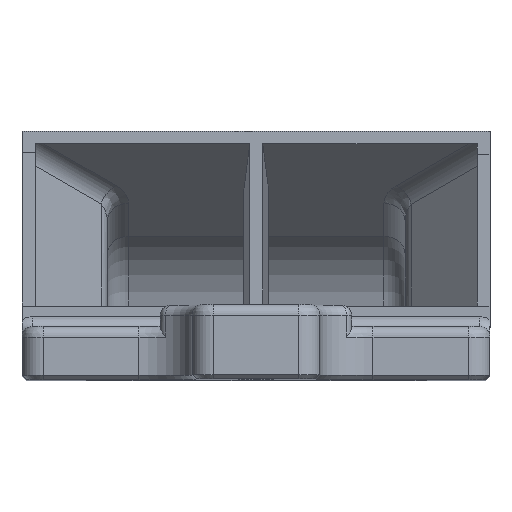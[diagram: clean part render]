
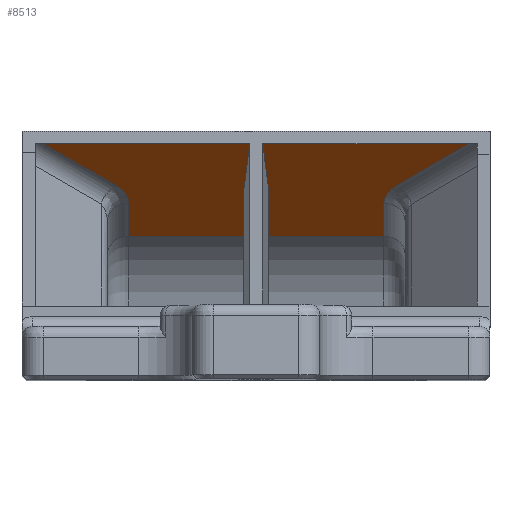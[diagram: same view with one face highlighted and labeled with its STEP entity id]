
A CAD part, top view. The second image highlights one B-rep face of the part: STEP entity #8513.
In plain terms, the highlighted face is planar.
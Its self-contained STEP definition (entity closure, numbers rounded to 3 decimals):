
#31=ELLIPSE('',#9046,1.155,1.);
#32=ELLIPSE('',#9048,1.155,1.);
#38=ELLIPSE('',#9079,4.619,4.);
#39=ELLIPSE('',#9085,4.619,4.);
#567=PLANE('',#9094);
#995=FACE_OUTER_BOUND('',#1540,.T.);
#1540=EDGE_LOOP('',(#8058,#8059,#8060,#8061,#8062,#8063,#8064,#8065,#8066,
#8067,#8068,#8069,#8070,#8071,#8072,#8073));
#2234=LINE('',#13144,#3242);
#2566=LINE('',#14053,#3574);
#2575=LINE('',#14456,#3583);
#2576=LINE('',#14482,#3584);
#2577=LINE('',#14484,#3585);
#2578=LINE('',#14487,#3586);
#2579=LINE('',#14514,#3587);
#2580=LINE('',#14517,#3588);
#2581=LINE('',#14519,#3589);
#2582=LINE('',#14521,#3590);
#2583=LINE('',#14523,#3591);
#2584=LINE('',#14525,#3592);
#3242=VECTOR('',#10093,10.);
#3574=VECTOR('',#11171,10.);
#3583=VECTOR('',#11196,10.);
#3584=VECTOR('',#11205,10.);
#3585=VECTOR('',#11208,10.);
#3586=VECTOR('',#11211,10.);
#3587=VECTOR('',#11220,10.);
#3588=VECTOR('',#11225,10.);
#3589=VECTOR('',#11228,10.);
#3590=VECTOR('',#11231,10.);
#3591=VECTOR('',#11234,10.);
#3592=VECTOR('',#11237,10.);
#4411=VERTEX_POINT('',#13141);
#4412=VERTEX_POINT('',#13143);
#4461=VERTEX_POINT('',#13974);
#4462=VERTEX_POINT('',#13976);
#4463=VERTEX_POINT('',#13980);
#4464=VERTEX_POINT('',#13982);
#4480=VERTEX_POINT('',#14025);
#4484=VERTEX_POINT('',#14038);
#4487=VERTEX_POINT('',#14050);
#4488=VERTEX_POINT('',#14052);
#4492=VERTEX_POINT('',#14453);
#4493=VERTEX_POINT('',#14455);
#4494=VERTEX_POINT('',#14478);
#4495=VERTEX_POINT('',#14486);
#4496=VERTEX_POINT('',#14509);
#4497=VERTEX_POINT('',#14513);
#5265=EDGE_CURVE('',#4412,#4411,#2234,.T.);
#5621=EDGE_CURVE('',#4461,#4462,#31,.F.);
#5624=EDGE_CURVE('',#4463,#4464,#32,.F.);
#5659=EDGE_CURVE('',#4487,#4488,#2566,.T.);
#5673=EDGE_CURVE('',#4492,#4493,#2575,.T.);
#5675=EDGE_CURVE('',#4493,#4494,#38,.T.);
#5677=EDGE_CURVE('',#4494,#4480,#2576,.T.);
#5678=EDGE_CURVE('',#4480,#4484,#2577,.T.);
#5679=EDGE_CURVE('',#4484,#4495,#2578,.T.);
#5681=EDGE_CURVE('',#4495,#4496,#39,.T.);
#5683=EDGE_CURVE('',#4496,#4497,#2579,.T.);
#5685=EDGE_CURVE('',#4497,#4487,#2580,.T.);
#5686=EDGE_CURVE('',#4488,#4463,#2581,.T.);
#5687=EDGE_CURVE('',#4464,#4461,#2582,.F.);
#5688=EDGE_CURVE('',#4462,#4411,#2583,.T.);
#5689=EDGE_CURVE('',#4492,#4412,#2584,.F.);
#8058=ORIENTED_EDGE('',*,*,#5265,.T.);
#8059=ORIENTED_EDGE('',*,*,#5688,.F.);
#8060=ORIENTED_EDGE('',*,*,#5621,.F.);
#8061=ORIENTED_EDGE('',*,*,#5687,.F.);
#8062=ORIENTED_EDGE('',*,*,#5624,.F.);
#8063=ORIENTED_EDGE('',*,*,#5686,.F.);
#8064=ORIENTED_EDGE('',*,*,#5659,.F.);
#8065=ORIENTED_EDGE('',*,*,#5685,.F.);
#8066=ORIENTED_EDGE('',*,*,#5683,.F.);
#8067=ORIENTED_EDGE('',*,*,#5681,.F.);
#8068=ORIENTED_EDGE('',*,*,#5679,.F.);
#8069=ORIENTED_EDGE('',*,*,#5678,.F.);
#8070=ORIENTED_EDGE('',*,*,#5677,.F.);
#8071=ORIENTED_EDGE('',*,*,#5675,.F.);
#8072=ORIENTED_EDGE('',*,*,#5673,.F.);
#8073=ORIENTED_EDGE('',*,*,#5689,.T.);
#8513=ADVANCED_FACE('',(#995),#567,.F.);
#9046=AXIS2_PLACEMENT_3D('',#13977,#11097,#11098);
#9048=AXIS2_PLACEMENT_3D('',#13983,#11103,#11104);
#9079=AXIS2_PLACEMENT_3D('',#14479,#11199,#11200);
#9085=AXIS2_PLACEMENT_3D('',#14510,#11214,#11215);
#9094=AXIS2_PLACEMENT_3D('',#14526,#11238,#11239);
#10093=DIRECTION('',(0.,0.866,-0.5));
#11097=DIRECTION('center_axis',(0.,0.5,0.866));
#11098=DIRECTION('ref_axis',(0.,0.866,-0.5));
#11103=DIRECTION('center_axis',(0.,0.5,0.866));
#11104=DIRECTION('ref_axis',(0.,0.866,-0.5));
#11171=DIRECTION('',(0.,0.866,-0.5));
#11196=DIRECTION('',(-0.655,0.655,-0.378));
#11199=DIRECTION('center_axis',(0.,-0.5,-0.866));
#11200=DIRECTION('ref_axis',(0.,-0.866,0.5));
#11205=DIRECTION('',(0.,0.866,-0.5));
#11208=DIRECTION('',(-1.,0.,0.));
#11211=DIRECTION('',(0.,-0.866,0.5));
#11214=DIRECTION('center_axis',(0.,-0.5,-0.866));
#11215=DIRECTION('ref_axis',(0.,-0.866,0.5));
#11220=DIRECTION('',(-0.655,-0.655,0.378));
#11225=DIRECTION('',(1.,0.,0.));
#11228=DIRECTION('',(-0.065,0.864,-0.499));
#11231=DIRECTION('',(-1.,0.,0.));
#11234=DIRECTION('',(-0.065,-0.864,0.499));
#11237=DIRECTION('',(1.,0.,0.));
#11238=DIRECTION('center_axis',(0.,0.5,0.866));
#11239=DIRECTION('ref_axis',(0.,-0.866,0.5));
#13141=CARTESIAN_POINT('',(0.6,-22.496,52.23));
#13143=CARTESIAN_POINT('',(0.6,-22.5,52.233));
#13144=CARTESIAN_POINT('',(0.6,-16.623,48.839));
#13974=CARTESIAN_POINT('',(0.156,-14.046,47.351));
#13976=CARTESIAN_POINT('',(1.153,-15.121,47.972));
#13977=CARTESIAN_POINT('Origin',(0.156,-15.046,47.929));
#13980=CARTESIAN_POINT('',(-1.153,-15.121,47.972));
#13982=CARTESIAN_POINT('',(-0.156,-14.046,47.351));
#13983=CARTESIAN_POINT('Origin',(-0.156,-15.046,47.929));
#14025=CARTESIAN_POINT('',(12.,-7.496,43.57));
#14038=CARTESIAN_POINT('',(-12.,-7.496,43.57));
#14050=CARTESIAN_POINT('',(-0.6,-22.5,52.233));
#14052=CARTESIAN_POINT('',(-0.6,-22.496,52.23));
#14053=CARTESIAN_POINT('',(-0.6,-17.841,49.543));
#14453=CARTESIAN_POINT('',(19.976,-22.5,52.233));
#14455=CARTESIAN_POINT('',(13.172,-15.696,48.304));
#14456=CARTESIAN_POINT('',(10.012,-12.537,46.48));
#14478=CARTESIAN_POINT('',(12.,-12.868,46.671));
#14479=CARTESIAN_POINT('Origin',(16.,-12.868,46.671));
#14482=CARTESIAN_POINT('',(12.,-10.656,45.394));
#14484=CARTESIAN_POINT('',(-14.,-7.496,43.57));
#14486=CARTESIAN_POINT('',(-12.,-12.868,46.671));
#14487=CARTESIAN_POINT('',(-12.,-12.231,46.304));
#14509=CARTESIAN_POINT('',(-13.172,-15.696,48.304));
#14510=CARTESIAN_POINT('Origin',(-16.,-12.868,46.671));
#14513=CARTESIAN_POINT('',(-19.976,-22.5,52.233));
#14514=CARTESIAN_POINT('',(-10.012,-12.537,46.48));
#14517=CARTESIAN_POINT('',(-7.,-22.5,52.233));
#14519=CARTESIAN_POINT('',(-1.193,-14.59,47.665));
#14521=CARTESIAN_POINT('',(-9.512,-14.046,47.351));
#14523=CARTESIAN_POINT('',(0.946,-17.877,49.564));
#14525=CARTESIAN_POINT('',(-7.,-22.5,52.233));
#14526=CARTESIAN_POINT('Origin',(0.,-13.186,
46.855));
